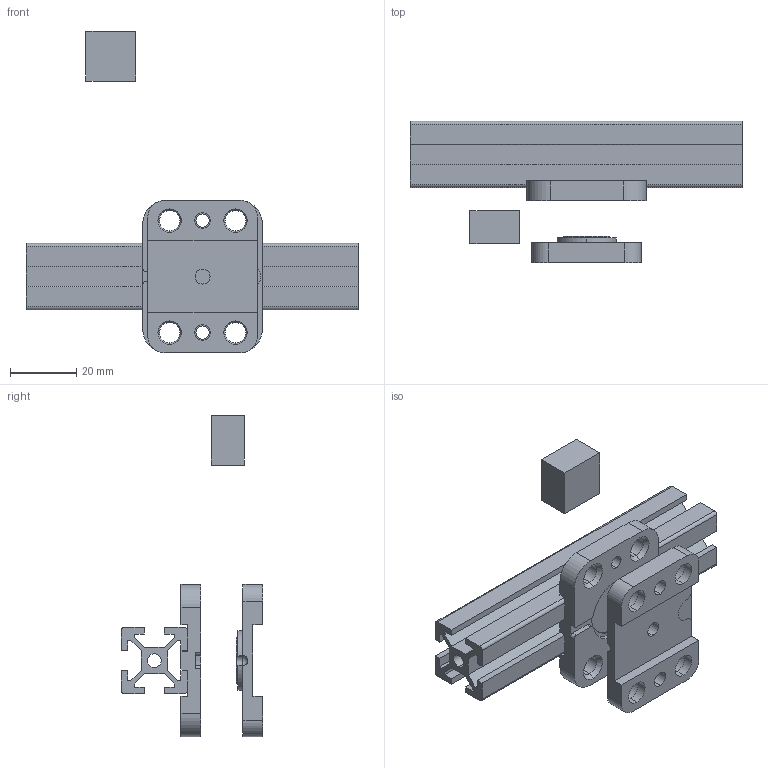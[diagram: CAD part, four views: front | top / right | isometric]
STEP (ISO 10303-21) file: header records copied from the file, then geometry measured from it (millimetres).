
FILE_DESCRIPTION (( 'STEP AP203' ), '1' );
FILE_NAME ('piezo.STEP', '2024-06-09T12:17:53', ( '' ), ( '' ), 'SwSTEP 2.0', 'SolidWorks 2023', '' );
FILE_SCHEMA (( 'CONFIG_CONTROL_DESIGN' ));
Length unit declared in the file: millimetre
Products named in the file (5): top; fitting; bottom; piezo; BaseModel20240604214603
Assembly tree (4 placements, depth 2):
  piezo
    BaseModel20240604214603
    bottom
    top
    fitting
Bounding box: 100 x 42.65 x 96.82 mm (x, y, z)
Volume: 32671.3 mm3; surface area: 28121.8 mm2
Topology: 4 solids, 4 shells, 188 faces, 496 edges, 323 vertices
Faces by surface type: plane 97, cylinder 74, cone 16, sphere 1
Entity records: 6390 total; most frequent: DIRECTION 1049, CARTESIAN_POINT 1017, ORIENTED_EDGE 988, EDGE_CURVE 494, AXIS2_PLACEMENT_3D 362, VECTOR 325, LINE 325, VERTEX_POINT 322
